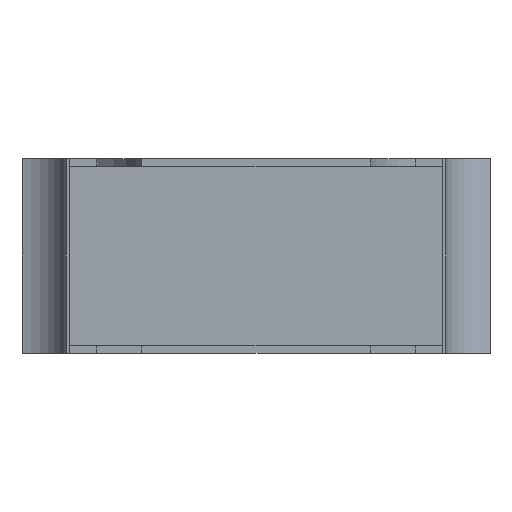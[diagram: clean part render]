
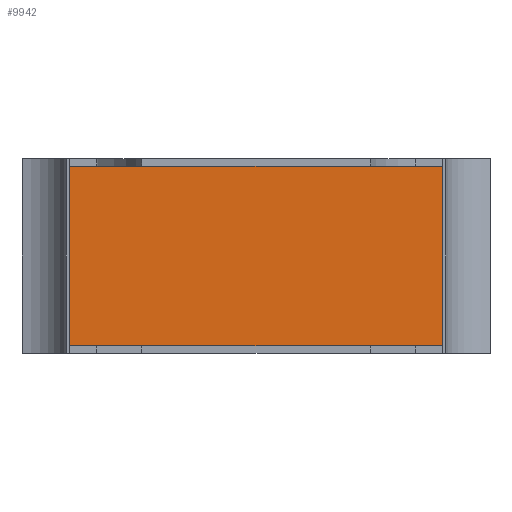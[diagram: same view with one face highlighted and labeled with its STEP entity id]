
A CAD part, front view. The second image highlights one B-rep face of the part: STEP entity #9942.
In plain terms, the highlighted planar face has unit normal (0, -1, 0).
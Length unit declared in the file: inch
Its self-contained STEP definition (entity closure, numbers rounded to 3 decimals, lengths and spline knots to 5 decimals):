
#650 = EDGE_CURVE ( 'NONE', #1519, #3296, #3674, .T. ) ;
#663 = ORIENTED_EDGE ( 'NONE', *, *, #9458, .F. ) ;
#929 = ORIENTED_EDGE ( 'NONE', *, *, #9512, .T. ) ;
#1519 = VERTEX_POINT ( 'NONE', #7604 ) ;
#1930 = VERTEX_POINT ( 'NONE', #5143 ) ;
#2035 = DIRECTION ( 'NONE',  ( 1., 0., 0. ) ) ;
#2136 = DIRECTION ( 'NONE',  ( 0., 0., -1. ) ) ;
#2608 = CARTESIAN_POINT ( 'NONE',  ( 0., -0.05, 0.002 ) ) ;
#2747 = CARTESIAN_POINT ( 'NONE',  ( 0., -0.05, 0.05 ) ) ;
#2823 = LINE ( 'NONE', #2608, #5695 ) ;
#3296 = VERTEX_POINT ( 'NONE', #7199 ) ;
#3475 = PLANE ( 'NONE',  #3886 ) ;
#3674 = LINE ( 'NONE', #2747, #8823 ) ;
#3886 = AXIS2_PLACEMENT_3D ( 'NONE', #6946, #5999, #9392 ) ;
#4469 = ORIENTED_EDGE ( 'NONE', *, *, #4696, .T. ) ;
#4696 = EDGE_CURVE ( 'NONE', #1519, #6662, #10535, .T. ) ;
#5143 = CARTESIAN_POINT ( 'NONE',  ( 0.0497, -0.05, 0.002 ) ) ;
#5336 = VECTOR ( 'NONE', #2136, 39.37008 ) ;
#5695 = VECTOR ( 'NONE', #5955, 39.37008 ) ;
#5955 = DIRECTION ( 'NONE',  ( 1., 0., 0. ) ) ;
#5999 = DIRECTION ( 'NONE',  ( 0., 1., 0. ) ) ;
#6069 = CARTESIAN_POINT ( 'NONE',  ( 0.0497, -0.05, 0.07277 ) ) ;
#6127 = ORIENTED_EDGE ( 'NONE', *, *, #650, .F. ) ;
#6302 = EDGE_LOOP ( 'NONE', ( #4469, #929, #663, #6127 ) ) ;
#6415 = VECTOR ( 'NONE', #10234, 39.37008 ) ;
#6662 = VERTEX_POINT ( 'NONE', #9859 ) ;
#6843 = LINE ( 'NONE', #6069, #6415 ) ;
#6946 = CARTESIAN_POINT ( 'NONE',  ( 0., -0.05, 0.05 ) ) ;
#7199 = CARTESIAN_POINT ( 'NONE',  ( 0.0497, -0.05, 0.05 ) ) ;
#7604 = CARTESIAN_POINT ( 'NONE',  ( -0.0497, -0.05, 0.05 ) ) ;
#8823 = VECTOR ( 'NONE', #2035, 39.37008 ) ;
#9392 = DIRECTION ( 'NONE',  ( 0., 0., 1. ) ) ;
#9458 = EDGE_CURVE ( 'NONE', #3296, #1930, #6843, .T. ) ;
#9512 = EDGE_CURVE ( 'NONE', #6662, #1930, #2823, .T. ) ;
#9709 = CARTESIAN_POINT ( 'NONE',  ( -0.0497, -0.05, 0.07277 ) ) ;
#9859 = CARTESIAN_POINT ( 'NONE',  ( -0.0497, -0.05, 0.002 ) ) ;
#9942 = ADVANCED_FACE ( 'NONE', ( #10174 ), #3475, .F. ) ;
#10174 = FACE_OUTER_BOUND ( 'NONE', #6302, .T. ) ;
#10234 = DIRECTION ( 'NONE',  ( 0., 0., -1. ) ) ;
#10535 = LINE ( 'NONE', #9709, #5336 ) ;
